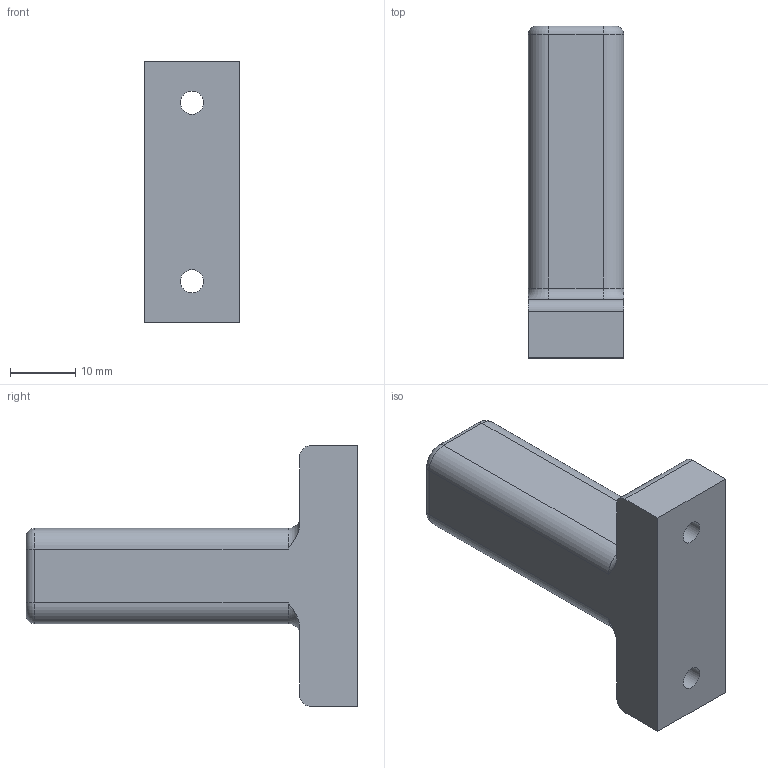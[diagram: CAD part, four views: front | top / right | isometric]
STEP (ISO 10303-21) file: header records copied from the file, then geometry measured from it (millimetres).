
FILE_DESCRIPTION(/* description */ (''),/* implementation_level */ '2;1');
FILE_NAME(/* name */ 'RodHolderBottomV1.stp',/* time_stamp */ '2025-05-07T22:29:31-05:00',/* author */ ('dpseu'),/* organization */ (''),/* preprocessor_version */ 'ST-DEVELOPER v20',/* originating_system */ 'Autodesk Inventor 2025',/* authorisation */ '');
FILE_SCHEMA (('AUTOMOTIVE_DESIGN { 1 0 10303 214 3 1 1 }'));
Length unit declared in the file: inch
Products named in the file (1): Rod Holder V1
Bounding box: 14.63 x 50.8 x 40.02 mm (x, y, z)
Volume: 12584.1 mm3; surface area: 4929.8 mm2
Topology: 1 solids, 1 shells, 35 faces, 84 edges, 52 vertices
Faces by surface type: cylinder 15, plane 11, torus 9
Full cylindrical faces by diameter (mm): 3.556 x2, 8.255 x1
Entity records: 1096 total; most frequent: CARTESIAN_POINT 200, DIRECTION 193, ORIENTED_EDGE 168, EDGE_CURVE 84, AXIS2_PLACEMENT_3D 77, VERTEX_POINT 52, CIRCLE 41, EDGE_LOOP 40
